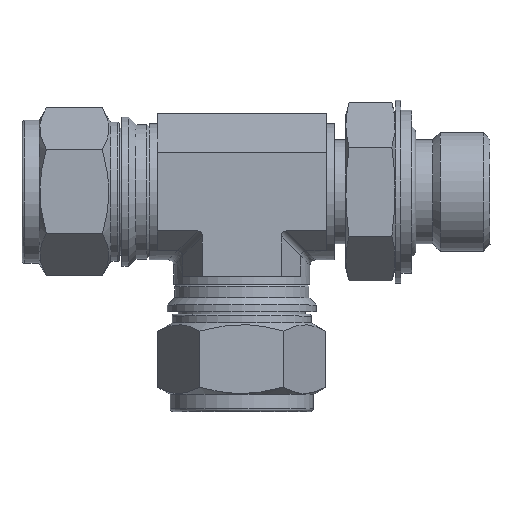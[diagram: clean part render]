
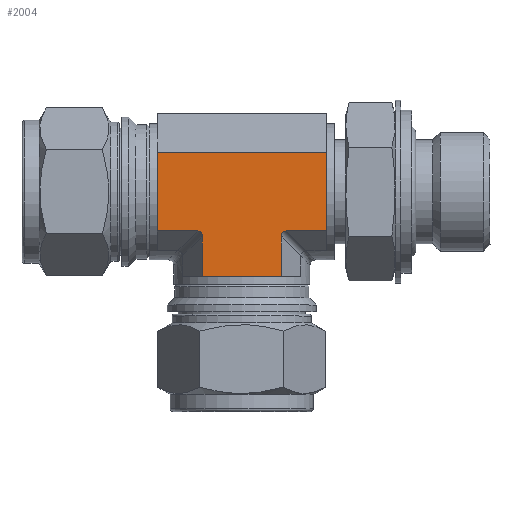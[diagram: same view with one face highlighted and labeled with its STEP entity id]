
A CAD part, top view. The second image highlights one B-rep face of the part: STEP entity #2004.
In plain terms, the highlighted planar face has unit normal (0, 0, 1).
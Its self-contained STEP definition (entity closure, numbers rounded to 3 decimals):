
#22=ELLIPSE('',#2186,1.291,1.);
#32=ELLIPSE('',#2211,1.291,1.);
#319=FACE_OUTER_BOUND('',#458,.T.);
#458=EDGE_LOOP('',(#1665,#1666,#1667,#1668,#1669,#1670,#1671,#1672,#1673,
#1674,#1675,#1676,#1677));
#562=LINE('',#3388,#690);
#569=LINE('',#3442,#697);
#573=LINE('',#3450,#701);
#574=LINE('',#3452,#702);
#576=LINE('',#3457,#704);
#581=LINE('',#3466,#709);
#591=LINE('',#3508,#719);
#596=LINE('',#3518,#724);
#598=LINE('',#3523,#726);
#602=LINE('',#3531,#730);
#603=LINE('',#3532,#731);
#690=VECTOR('',#2659,10.);
#697=VECTOR('',#2684,10.);
#701=VECTOR('',#2694,10.);
#702=VECTOR('',#2697,10.);
#704=VECTOR('',#2703,10.);
#709=VECTOR('',#2710,10.);
#719=VECTOR('',#2756,10.);
#724=VECTOR('',#2767,10.);
#726=VECTOR('',#2773,10.);
#730=VECTOR('',#2781,10.);
#731=VECTOR('',#2782,10.);
#877=VERTEX_POINT('',#3308);
#878=VERTEX_POINT('',#3309);
#890=VERTEX_POINT('',#3370);
#897=VERTEX_POINT('',#3387);
#903=VERTEX_POINT('',#3434);
#904=VERTEX_POINT('',#3436);
#905=VERTEX_POINT('',#3440);
#907=VERTEX_POINT('',#3456);
#910=VERTEX_POINT('',#3464);
#911=VERTEX_POINT('',#3468);
#922=VERTEX_POINT('',#3494);
#927=VERTEX_POINT('',#3522);
#929=VERTEX_POINT('',#3530);
#1109=EDGE_CURVE('',#877,#878,#22,.T.);
#1134=EDGE_CURVE('',#897,#878,#562,.T.);
#1144=EDGE_CURVE('',#903,#904,#32,.T.);
#1147=EDGE_CURVE('',#905,#903,#569,.T.);
#1151=EDGE_CURVE('',#905,#890,#573,.T.);
#1152=EDGE_CURVE('',#890,#897,#574,.T.);
#1154=EDGE_CURVE('',#907,#904,#576,.T.);
#1159=EDGE_CURVE('',#877,#910,#581,.T.);
#1181=EDGE_CURVE('',#922,#910,#591,.T.);
#1186=EDGE_CURVE('',#911,#907,#596,.T.);
#1188=EDGE_CURVE('',#927,#911,#598,.T.);
#1192=EDGE_CURVE('',#929,#922,#602,.T.);
#1193=EDGE_CURVE('',#927,#929,#603,.T.);
#1665=ORIENTED_EDGE('',*,*,#1159,.T.);
#1666=ORIENTED_EDGE('',*,*,#1181,.F.);
#1667=ORIENTED_EDGE('',*,*,#1192,.F.);
#1668=ORIENTED_EDGE('',*,*,#1193,.F.);
#1669=ORIENTED_EDGE('',*,*,#1188,.T.);
#1670=ORIENTED_EDGE('',*,*,#1186,.T.);
#1671=ORIENTED_EDGE('',*,*,#1154,.T.);
#1672=ORIENTED_EDGE('',*,*,#1144,.F.);
#1673=ORIENTED_EDGE('',*,*,#1147,.F.);
#1674=ORIENTED_EDGE('',*,*,#1151,.T.);
#1675=ORIENTED_EDGE('',*,*,#1152,.T.);
#1676=ORIENTED_EDGE('',*,*,#1134,.T.);
#1677=ORIENTED_EDGE('',*,*,#1109,.F.);
#1893=PLANE('',#2244);
#2004=ADVANCED_FACE('',(#319),#1893,.T.);
#2186=AXIS2_PLACEMENT_3D('',#3310,#2612,#2613);
#2211=AXIS2_PLACEMENT_3D('',#3437,#2678,#2679);
#2244=AXIS2_PLACEMENT_3D('',#3529,#2779,#2780);
#2612=DIRECTION('center_axis',(0.,0.,
1.));
#2613=DIRECTION('ref_axis',(-0.707,0.707,0.));
#2659=DIRECTION('',(0.,1.,0.));
#2678=DIRECTION('center_axis',(0.,0.,
1.));
#2679=DIRECTION('ref_axis',(0.707,0.707,0.));
#2684=DIRECTION('',(0.,1.,0.));
#2694=DIRECTION('',(1.,0.,0.));
#2697=DIRECTION('',(1.,0.,0.));
#2703=DIRECTION('',(1.,0.,0.));
#2710=DIRECTION('',(1.,0.,0.));
#2756=DIRECTION('',(0.,-1.,0.));
#2767=DIRECTION('',(0.,-1.,0.));
#2773=DIRECTION('',(0.,-1.,0.));
#2779=DIRECTION('center_axis',(0.,0.,
1.));
#2780=DIRECTION('ref_axis',(0.,-1.,0.));
#2781=DIRECTION('',(0.,-1.,0.));
#2782=DIRECTION('',(1.,0.,0.));
#3308=CARTESIAN_POINT('',(7.736,-6.87,11.9));
#3309=CARTESIAN_POINT('',(6.87,-7.736,11.9));
#3310=CARTESIAN_POINT('Origin',(8.025,-8.025,11.9));
#3370=CARTESIAN_POINT('',(0.,-14.8,11.9));
#3387=CARTESIAN_POINT('',(6.87,-14.8,11.9));
#3388=CARTESIAN_POINT('',(6.87,-14.8,11.9));
#3434=CARTESIAN_POINT('',(-6.87,-7.736,11.9));
#3436=CARTESIAN_POINT('',(-7.736,-6.87,11.9));
#3437=CARTESIAN_POINT('Origin',(-8.025,-8.025,11.9));
#3440=CARTESIAN_POINT('',(-6.87,-14.8,11.9));
#3442=CARTESIAN_POINT('',(-6.87,-14.8,11.9));
#3450=CARTESIAN_POINT('',(-6.87,-14.8,11.9));
#3452=CARTESIAN_POINT('',(-6.87,-14.8,11.9));
#3456=CARTESIAN_POINT('',(-14.8,-6.87,11.9));
#3457=CARTESIAN_POINT('',(-14.8,-6.87,11.9));
#3464=CARTESIAN_POINT('',(14.8,-6.87,11.9));
#3466=CARTESIAN_POINT('',(-14.8,-6.87,11.9));
#3468=CARTESIAN_POINT('',(-14.8,0.,11.9));
#3494=CARTESIAN_POINT('',(14.8,0.,11.9));
#3508=CARTESIAN_POINT('',(14.8,3.895,11.9));
#3518=CARTESIAN_POINT('',(-14.8,6.87,11.9));
#3522=CARTESIAN_POINT('',(-14.8,6.87,11.9));
#3523=CARTESIAN_POINT('',(-14.8,6.87,11.9));
#3529=CARTESIAN_POINT('Origin',(-14.8,6.87,11.9));
#3530=CARTESIAN_POINT('',(14.8,6.87,11.9));
#3531=CARTESIAN_POINT('',(14.8,3.895,11.9));
#3532=CARTESIAN_POINT('',(-14.8,6.87,11.9));
